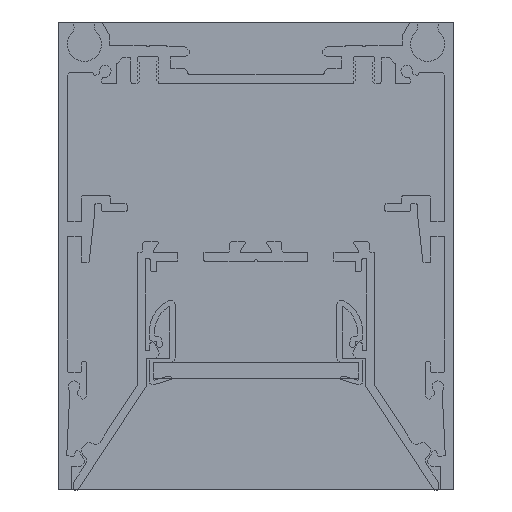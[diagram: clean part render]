
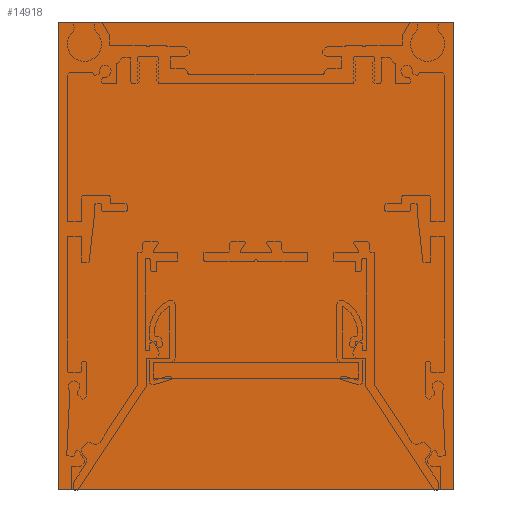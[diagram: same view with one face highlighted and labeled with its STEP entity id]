
A CAD part, front view. The second image highlights one B-rep face of the part: STEP entity #14918.
In plain terms, the highlighted planar face has unit normal (0, -1, 0).
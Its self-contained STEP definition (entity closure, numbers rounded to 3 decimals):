
#269=PLANE('',#16171);
#893=FACE_OUTER_BOUND('',#1672,.T.);
#1672=EDGE_LOOP('',(#12172,#12173,#12174,#12175));
#2809=LINE('',#24699,#4193);
#2813=LINE('',#24707,#4197);
#2816=LINE('',#24713,#4200);
#2819=LINE('',#24718,#4203);
#4193=VECTOR('',#19380,10.);
#4197=VECTOR('',#19386,10.);
#4200=VECTOR('',#19391,10.);
#4203=VECTOR('',#19396,10.);
#6554=VERTEX_POINT('',#24697);
#6555=VERTEX_POINT('',#24698);
#6558=VERTEX_POINT('',#24706);
#6560=VERTEX_POINT('',#24712);
#8525=EDGE_CURVE('',#6554,#6555,#2809,.T.);
#8529=EDGE_CURVE('',#6558,#6554,#2813,.T.);
#8532=EDGE_CURVE('',#6560,#6558,#2816,.T.);
#8535=EDGE_CURVE('',#6555,#6560,#2819,.T.);
#12172=ORIENTED_EDGE('',*,*,#8535,.F.);
#12173=ORIENTED_EDGE('',*,*,#8525,.F.);
#12174=ORIENTED_EDGE('',*,*,#8529,.F.);
#12175=ORIENTED_EDGE('',*,*,#8532,.F.);
#14918=ADVANCED_FACE('',(#893),#269,.F.);
#16171=AXIS2_PLACEMENT_3D('',#24721,#19400,#19401);
#19380=DIRECTION('',(0.,0.,1.));
#19386=DIRECTION('',(-1.,0.,0.));
#19391=DIRECTION('',(0.,0.,-1.));
#19396=DIRECTION('',(1.,0.,0.));
#19400=DIRECTION('center_axis',(0.,1.,0.));
#19401=DIRECTION('ref_axis',(1.,0.,0.));
#24697=CARTESIAN_POINT('',(-38.,-705.5,-80.));
#24698=CARTESIAN_POINT('',(-38.,-705.5,10.));
#24699=CARTESIAN_POINT('',(-38.,-705.5,-80.));
#24706=CARTESIAN_POINT('',(38.,-705.5,-80.));
#24707=CARTESIAN_POINT('',(38.,-705.5,-80.));
#24712=CARTESIAN_POINT('',(38.,-705.5,10.));
#24713=CARTESIAN_POINT('',(38.,-705.5,10.));
#24718=CARTESIAN_POINT('',(-38.,-705.5,10.));
#24721=CARTESIAN_POINT('Origin',(0.,-705.5,-35.));
